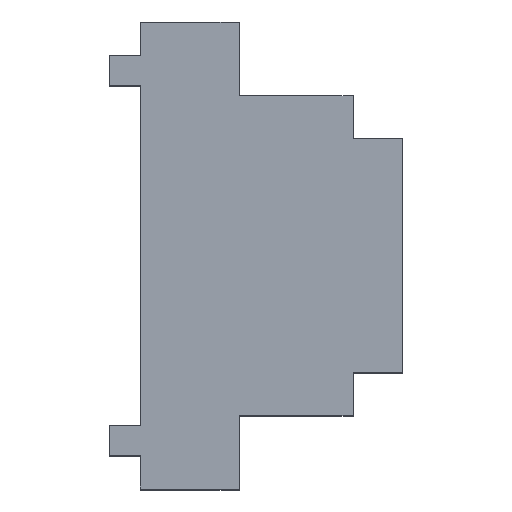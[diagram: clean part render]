
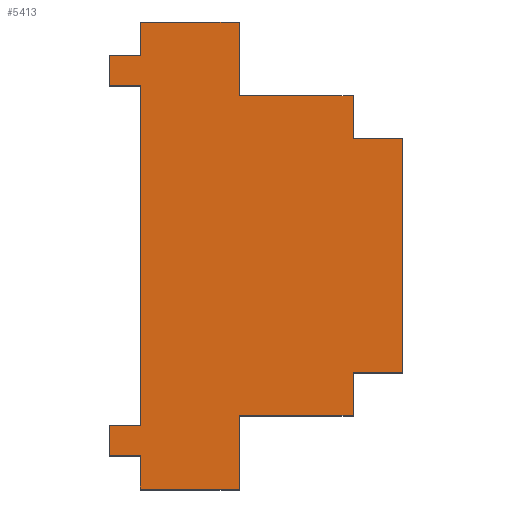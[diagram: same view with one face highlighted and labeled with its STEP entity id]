
A CAD part, top view. The second image highlights one B-rep face of the part: STEP entity #5413.
In plain terms, the highlighted planar face has unit normal (0, 0, 1).
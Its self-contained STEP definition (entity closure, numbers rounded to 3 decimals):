
#101=PLANE('',#5782);
#358=FACE_OUTER_BOUND('',#654,.T.);
#654=EDGE_LOOP('',(#4488,#4489,#4490,#4491,#4492,#4493,#4494,#4495,#4496,
#4497,#4498,#4499,#4500,#4501,#4502,#4503,#4504,#4505,#4506,#4507));
#1195=LINE('',#8246,#1911);
#1206=LINE('',#8265,#1922);
#1235=LINE('',#8322,#1951);
#1246=LINE('',#8342,#1962);
#1249=LINE('',#8348,#1965);
#1254=LINE('',#8356,#1970);
#1301=LINE('',#8432,#2017);
#1315=LINE('',#8457,#2031);
#1318=LINE('',#8463,#2034);
#1329=LINE('',#8485,#2045);
#1332=LINE('',#8491,#2048);
#1337=LINE('',#8499,#2053);
#1340=LINE('',#8505,#2056);
#1351=LINE('',#8527,#2067);
#1361=LINE('',#8545,#2077);
#1362=LINE('',#8547,#2078);
#1363=LINE('',#8548,#2079);
#1364=LINE('',#8550,#2080);
#1365=LINE('',#8552,#2081);
#1366=LINE('',#8553,#2082);
#1911=VECTOR('',#6599,1000.);
#1922=VECTOR('',#6614,1000.);
#1951=VECTOR('',#6651,1000.);
#1962=VECTOR('',#6666,1000.);
#1965=VECTOR('',#6671,1000.);
#1970=VECTOR('',#6678,1000.);
#2017=VECTOR('',#6733,1000.);
#2031=VECTOR('',#6749,1000.);
#2034=VECTOR('',#6754,1000.);
#2045=VECTOR('',#6767,1000.);
#2048=VECTOR('',#6772,1000.);
#2053=VECTOR('',#6779,1000.);
#2056=VECTOR('',#6784,1000.);
#2067=VECTOR('',#6797,1000.);
#2077=VECTOR('',#6809,1000.);
#2078=VECTOR('',#6810,1000.);
#2079=VECTOR('',#6811,1000.);
#2080=VECTOR('',#6812,1000.);
#2081=VECTOR('',#6813,1000.);
#2082=VECTOR('',#6814,1000.);
#2728=VERTEX_POINT('',#8243);
#2729=VERTEX_POINT('',#8245);
#2735=VERTEX_POINT('',#8263);
#2758=VERTEX_POINT('',#8319);
#2759=VERTEX_POINT('',#8321);
#2766=VERTEX_POINT('',#8341);
#2767=VERTEX_POINT('',#8345);
#2768=VERTEX_POINT('',#8347);
#2770=VERTEX_POINT('',#8354);
#2795=VERTEX_POINT('',#8431);
#2805=VERTEX_POINT('',#8455);
#2807=VERTEX_POINT('',#8461);
#2817=VERTEX_POINT('',#8483);
#2819=VERTEX_POINT('',#8489);
#2821=VERTEX_POINT('',#8497);
#2823=VERTEX_POINT('',#8503);
#2840=VERTEX_POINT('',#8544);
#2841=VERTEX_POINT('',#8546);
#2842=VERTEX_POINT('',#8549);
#2843=VERTEX_POINT('',#8551);
#3335=EDGE_CURVE('',#2728,#2729,#1195,.T.);
#3346=EDGE_CURVE('',#2735,#2728,#1206,.T.);
#3375=EDGE_CURVE('',#2758,#2759,#1235,.T.);
#3386=EDGE_CURVE('',#2729,#2766,#1246,.T.);
#3389=EDGE_CURVE('',#2767,#2768,#1249,.T.);
#3394=EDGE_CURVE('',#2770,#2758,#1254,.T.);
#3441=EDGE_CURVE('',#2759,#2795,#1301,.T.);
#3455=EDGE_CURVE('',#2735,#2805,#1315,.T.);
#3458=EDGE_CURVE('',#2805,#2807,#1318,.T.);
#3469=EDGE_CURVE('',#2807,#2817,#1329,.T.);
#3472=EDGE_CURVE('',#2817,#2819,#1332,.T.);
#3477=EDGE_CURVE('',#2819,#2821,#1337,.T.);
#3480=EDGE_CURVE('',#2821,#2823,#1340,.T.);
#3491=EDGE_CURVE('',#2823,#2795,#1351,.T.);
#3501=EDGE_CURVE('',#2840,#2770,#1361,.T.);
#3502=EDGE_CURVE('',#2841,#2840,#1362,.T.);
#3503=EDGE_CURVE('',#2841,#2768,#1363,.T.);
#3504=EDGE_CURVE('',#2842,#2767,#1364,.T.);
#3505=EDGE_CURVE('',#2843,#2842,#1365,.T.);
#3506=EDGE_CURVE('',#2843,#2766,#1366,.T.);
#4488=ORIENTED_EDGE('',*,*,#3491,.T.);
#4489=ORIENTED_EDGE('',*,*,#3441,.F.);
#4490=ORIENTED_EDGE('',*,*,#3375,.F.);
#4491=ORIENTED_EDGE('',*,*,#3394,.F.);
#4492=ORIENTED_EDGE('',*,*,#3501,.F.);
#4493=ORIENTED_EDGE('',*,*,#3502,.F.);
#4494=ORIENTED_EDGE('',*,*,#3503,.T.);
#4495=ORIENTED_EDGE('',*,*,#3389,.F.);
#4496=ORIENTED_EDGE('',*,*,#3504,.F.);
#4497=ORIENTED_EDGE('',*,*,#3505,.F.);
#4498=ORIENTED_EDGE('',*,*,#3506,.T.);
#4499=ORIENTED_EDGE('',*,*,#3386,.F.);
#4500=ORIENTED_EDGE('',*,*,#3335,.F.);
#4501=ORIENTED_EDGE('',*,*,#3346,.F.);
#4502=ORIENTED_EDGE('',*,*,#3455,.T.);
#4503=ORIENTED_EDGE('',*,*,#3458,.T.);
#4504=ORIENTED_EDGE('',*,*,#3469,.T.);
#4505=ORIENTED_EDGE('',*,*,#3472,.T.);
#4506=ORIENTED_EDGE('',*,*,#3477,.T.);
#4507=ORIENTED_EDGE('',*,*,#3480,.T.);
#5413=ADVANCED_FACE('',(#358),#101,.F.);
#5782=AXIS2_PLACEMENT_3D('',#8543,#6807,#6808);
#6599=DIRECTION('',(-1.,0.,0.));
#6614=DIRECTION('',(0.,-1.,0.));
#6651=DIRECTION('',(1.,0.,0.));
#6666=DIRECTION('',(0.,1.,0.));
#6671=DIRECTION('',(0.,1.,0.));
#6678=DIRECTION('',(0.,1.,0.));
#6733=DIRECTION('',(0.,-1.,0.));
#6749=DIRECTION('',(1.,0.,0.));
#6754=DIRECTION('',(0.,1.,0.));
#6767=DIRECTION('',(1.,0.,0.));
#6772=DIRECTION('',(0.,1.,0.));
#6779=DIRECTION('',(-1.,0.,0.));
#6784=DIRECTION('',(0.,1.,0.));
#6797=DIRECTION('',(-1.,0.,0.));
#6807=DIRECTION('center_axis',(0.,0.,-1.));
#6808=DIRECTION('ref_axis',(-1.,0.,0.));
#6809=DIRECTION('',(1.,0.,0.));
#6810=DIRECTION('',(0.,1.,0.));
#6811=DIRECTION('',(1.,0.,0.));
#6812=DIRECTION('',(1.,0.,0.));
#6813=DIRECTION('',(0.,1.,0.));
#6814=DIRECTION('',(1.,0.,0.));
#8243=CARTESIAN_POINT('',(-31.5,-45.1,106.25));
#8245=CARTESIAN_POINT('',(-50.6,-45.1,106.25));
#8246=CARTESIAN_POINT('',(-49.13,-45.1,106.25));
#8263=CARTESIAN_POINT('',(-31.5,-30.81,106.25));
#8265=CARTESIAN_POINT('',(-31.5,-43.63,106.25));
#8319=CARTESIAN_POINT('',(-50.6,45.1,106.25));
#8321=CARTESIAN_POINT('',(-31.5,45.1,106.25));
#8322=CARTESIAN_POINT('',(-49.13,45.1,106.25));
#8341=CARTESIAN_POINT('',(-50.6,-38.6,106.25));
#8342=CARTESIAN_POINT('',(-50.6,30.81,106.25));
#8345=CARTESIAN_POINT('',(-50.6,-32.9,106.25));
#8347=CARTESIAN_POINT('',(-50.6,32.9,106.25));
#8348=CARTESIAN_POINT('',(-50.6,30.81,106.25));
#8354=CARTESIAN_POINT('',(-50.6,38.6,106.25));
#8356=CARTESIAN_POINT('',(-50.6,30.81,106.25));
#8431=CARTESIAN_POINT('',(-31.5,30.81,106.25));
#8432=CARTESIAN_POINT('',(-31.5,45.1,106.25));
#8455=CARTESIAN_POINT('',(-9.5,-30.81,106.25));
#8457=CARTESIAN_POINT('',(-31.5,-30.81,106.25));
#8461=CARTESIAN_POINT('',(-9.5,-22.57,106.25));
#8463=CARTESIAN_POINT('',(-9.5,-22.57,106.25));
#8483=CARTESIAN_POINT('',(0.,-22.57,106.25));
#8485=CARTESIAN_POINT('',(0.,-22.57,106.25));
#8489=CARTESIAN_POINT('',(0.,22.57,106.25));
#8491=CARTESIAN_POINT('',(0.,-22.57,106.25));
#8497=CARTESIAN_POINT('',(-9.5,22.57,106.25));
#8499=CARTESIAN_POINT('',(0.,22.57,106.25));
#8503=CARTESIAN_POINT('',(-9.5,30.81,106.25));
#8505=CARTESIAN_POINT('',(-9.5,22.57,106.25));
#8527=CARTESIAN_POINT('',(-9.5,30.81,106.25));
#8543=CARTESIAN_POINT('Origin',(0.,0.,106.25));
#8544=CARTESIAN_POINT('',(-56.5,38.6,106.25));
#8545=CARTESIAN_POINT('',(-56.5,38.6,106.25));
#8546=CARTESIAN_POINT('',(-56.5,32.9,106.25));
#8547=CARTESIAN_POINT('',(-56.5,38.6,106.25));
#8548=CARTESIAN_POINT('',(-56.5,32.9,106.25));
#8549=CARTESIAN_POINT('',(-56.5,-32.9,106.25));
#8550=CARTESIAN_POINT('',(-56.5,-32.9,106.25));
#8551=CARTESIAN_POINT('',(-56.5,-38.6,106.25));
#8552=CARTESIAN_POINT('',(-56.5,-38.6,106.25));
#8553=CARTESIAN_POINT('',(-56.5,-38.6,106.25));
